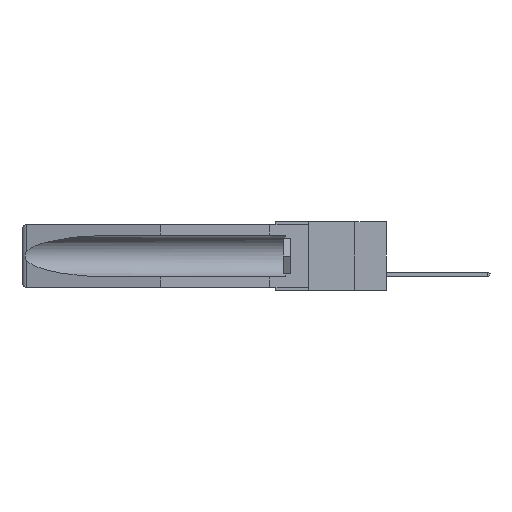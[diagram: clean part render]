
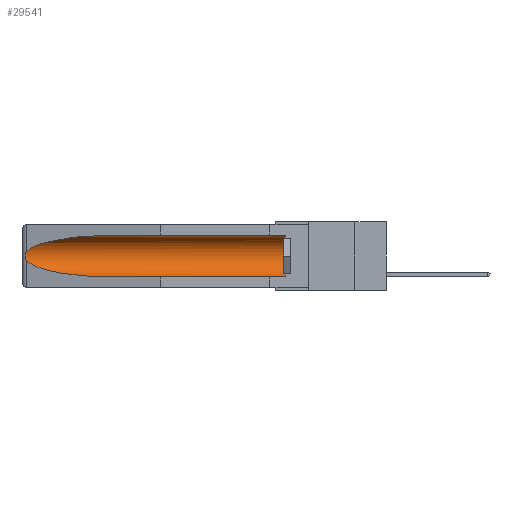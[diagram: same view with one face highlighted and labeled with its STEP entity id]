
A CAD part, left-side view. The second image highlights one B-rep face of the part: STEP entity #29541.
In plain terms, the highlighted cylindrical face has radius 2.857 mm (diameter 5.715 mm), a partial arc.
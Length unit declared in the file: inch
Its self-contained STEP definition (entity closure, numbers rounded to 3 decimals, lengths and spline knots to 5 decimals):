
#418 = CARTESIAN_POINT ( 'NONE',  ( 0.2675, 1.53308, -0.16763 ) ) ;
#685 = DIRECTION ( 'NONE',  ( 0., 0., 1. ) ) ;
#821 = LINE ( 'NONE', #21949, #6840 ) ;
#853 = EDGE_CURVE ( 'NONE', #20097, #19625, #821, .T. ) ;
#1393 = CARTESIAN_POINT ( 'NONE',  ( 0.155, 0.126, -0.059 ) ) ;
#1718 = ORIENTED_EDGE ( 'NONE', *, *, #22334, .T. ) ;
#2173 = CARTESIAN_POINT ( 'NONE',  ( 0.155, -0.30754, -0.059 ) ) ;
#2396 = CARTESIAN_POINT ( 'NONE',  ( 0.26537, 1.52718, -0.19328 ) ) ;
#2697 = CARTESIAN_POINT ( 'NONE',  ( 0.2673, 1.53269, -0.17917 ) ) ;
#2833 = LINE ( 'NONE', #2173, #27792 ) ;
#3800 = CARTESIAN_POINT ( 'NONE',  ( 0.21114, 1.30732, -0.059 ) ) ;
#3945 = AXIS2_PLACEMENT_3D ( 'NONE', #7546, #16619, #21118 ) ;
#4008 = CARTESIAN_POINT ( 'NONE',  ( 0.155, 0.126, -0.1715 ) ) ;
#4196 = ORIENTED_EDGE ( 'NONE', *, *, #9971, .T. ) ;
#4961 = CARTESIAN_POINT ( 'NONE',  ( 0.155, 0.126, -0.284 ) ) ;
#4993 = CARTESIAN_POINT ( 'NONE',  ( 0.26597, 1.5296, -0.19026 ) ) ;
#5523 = EDGE_CURVE ( 'NONE', #20097, #13427, #28742, .T. ) ;
#6244 = DIRECTION ( 'NONE',  ( 0., 1., 0. ) ) ;
#6840 = VECTOR ( 'NONE', #12721, 39.37008 ) ;
#7174 = CARTESIAN_POINT ( 'NONE',  ( 0.26655, 1.53094, -0.18657 ) ) ;
#7262 = CARTESIAN_POINT ( 'NONE',  ( 0.155, 1.07973, -0.284 ) ) ;
#7546 = CARTESIAN_POINT ( 'NONE',  ( 0.155, -0.30754, -0.1715 ) ) ;
#7977 = CARTESIAN_POINT ( 'NONE',  ( 0.155, 1.07973, -0.059 ) ) ;
#8078 = ORIENTED_EDGE ( 'NONE', *, *, #9771, .T. ) ;
#9135 = EDGE_CURVE ( 'NONE', #29201, #23628, #25928, .T. ) ;
#9235 = CARTESIAN_POINT ( 'NONE',  ( 0.2675, 1.53308, -0.17534 ) ) ;
#9452 = CARTESIAN_POINT ( 'NONE',  ( 0.26654, 1.53092, -0.15636 ) ) ;
#9554 = VERTEX_POINT ( 'NONE', #10162 ) ;
#9771 = EDGE_CURVE ( 'NONE', #13427, #29201, #2833, .T. ) ;
#9824 = CARTESIAN_POINT ( 'NONE',  ( 0.21114, 1.30732, -0.284 ) ) ;
#9971 = EDGE_CURVE ( 'NONE', #9554, #19625, #15296, .T. ) ;
#10162 = CARTESIAN_POINT ( 'NONE',  ( 0.26537, 1.52718, -0.19328 ) ) ;
#10383 = B_SPLINE_CURVE_WITH_KNOTS ( 'NONE', 3,
 ( #25205, #18640, #9452, #11671, #418, #9235, #2697, #7174, #4993, #2396 ),
 .UNSPECIFIED., .F., .F.,
 ( 4, 2, 2, 2, 4 ),
 ( 0., 0.00029, 0.00058, 0.00087, 0.00117 ),
 .UNSPECIFIED. ) ;
#10561 = DIRECTION ( 'NONE',  ( 0., -1., 0. ) ) ;
#11577 = CARTESIAN_POINT ( 'NONE',  ( 0.26537, 1.52718, -0.14972 ) ) ;
#11671 = CARTESIAN_POINT ( 'NONE',  ( 0.2673, 1.5327, -0.16383 ) ) ;
#12721 = DIRECTION ( 'NONE',  ( 0., 1., 0. ) ) ;
#13427 = VERTEX_POINT ( 'NONE', #1393 ) ;
#15168 = CARTESIAN_POINT ( 'NONE',  ( 0.25451, 1.48313, -0.09465 ) ) ;
#15296 =( BOUNDED_CURVE ( )  B_SPLINE_CURVE ( 3, ( #18195, #22848, #9824, #23255 ),
 .UNSPECIFIED., .F., .F. ) 
 B_SPLINE_CURVE_WITH_KNOTS ( ( 4, 4 ),
 ( 0.1948, 1.5708 ),
 .UNSPECIFIED. ) 
 CURVE ( )  GEOMETRIC_REPRESENTATION_ITEM ( )  RATIONAL_B_SPLINE_CURVE ( ( 1., 0.848, 0.848, 1. ) ) 
 REPRESENTATION_ITEM ( '' )  );
#16590 = AXIS2_PLACEMENT_3D ( 'NONE', #4008, #10561, #685 ) ;
#16619 = DIRECTION ( 'NONE',  ( 0., 1., 0. ) ) ;
#16665 = CYLINDRICAL_SURFACE ( 'NONE', #3945, 0.1125 ) ;
#18195 = CARTESIAN_POINT ( 'NONE',  ( 0.26537, 1.52718, -0.19328 ) ) ;
#18640 = CARTESIAN_POINT ( 'NONE',  ( 0.26597, 1.52961, -0.15275 ) ) ;
#19625 = VERTEX_POINT ( 'NONE', #7262 ) ;
#20097 = VERTEX_POINT ( 'NONE', #4961 ) ;
#21118 = DIRECTION ( 'NONE',  ( 0., 0., 1. ) ) ;
#21560 = EDGE_LOOP ( 'NONE', ( #24193, #1718, #4196, #23929, #24266, #8078 ) ) ;
#21949 = CARTESIAN_POINT ( 'NONE',  ( 0.155, -0.30754, -0.284 ) ) ;
#22334 = EDGE_CURVE ( 'NONE', #23628, #9554, #10383, .T. ) ;
#22848 = CARTESIAN_POINT ( 'NONE',  ( 0.25451, 1.48313, -0.24835 ) ) ;
#23255 = CARTESIAN_POINT ( 'NONE',  ( 0.155, 1.07973, -0.284 ) ) ;
#23628 = VERTEX_POINT ( 'NONE', #11577 ) ;
#23808 = CARTESIAN_POINT ( 'NONE',  ( 0.26537, 1.52718, -0.14972 ) ) ;
#23929 = ORIENTED_EDGE ( 'NONE', *, *, #853, .F. ) ;
#24193 = ORIENTED_EDGE ( 'NONE', *, *, #9135, .T. ) ;
#24266 = ORIENTED_EDGE ( 'NONE', *, *, #5523, .T. ) ;
#25205 = CARTESIAN_POINT ( 'NONE',  ( 0.26537, 1.52718, -0.14972 ) ) ;
#25928 =( BOUNDED_CURVE ( )  B_SPLINE_CURVE ( 3, ( #7977, #3800, #15168, #23808 ),
 .UNSPECIFIED., .F., .F. ) 
 B_SPLINE_CURVE_WITH_KNOTS ( ( 4, 4 ),
 ( 4.71239, 6.08839 ),
 .UNSPECIFIED. ) 
 CURVE ( )  GEOMETRIC_REPRESENTATION_ITEM ( )  RATIONAL_B_SPLINE_CURVE ( ( 1., 0.848, 0.848, 1. ) ) 
 REPRESENTATION_ITEM ( '' )  );
#27792 = VECTOR ( 'NONE', #6244, 39.37008 ) ;
#28043 = CARTESIAN_POINT ( 'NONE',  ( 0.155, 1.07973, -0.059 ) ) ;
#28096 = FACE_OUTER_BOUND ( 'NONE', #21560, .T. ) ;
#28742 = CIRCLE ( 'NONE', #16590, 0.1125 ) ;
#29201 = VERTEX_POINT ( 'NONE', #28043 ) ;
#29541 = ADVANCED_FACE ( 'NONE', ( #28096 ), #16665, .F. ) ;
